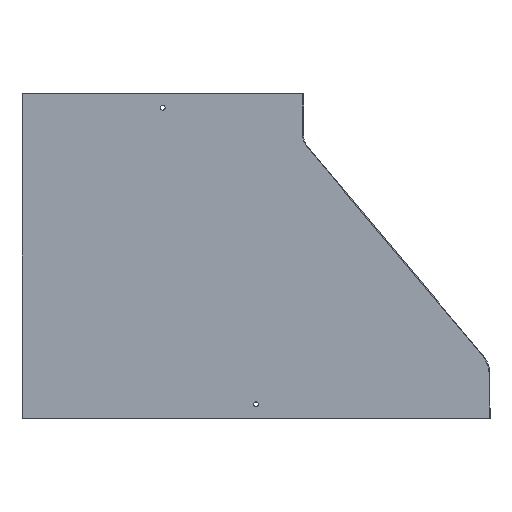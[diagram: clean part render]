
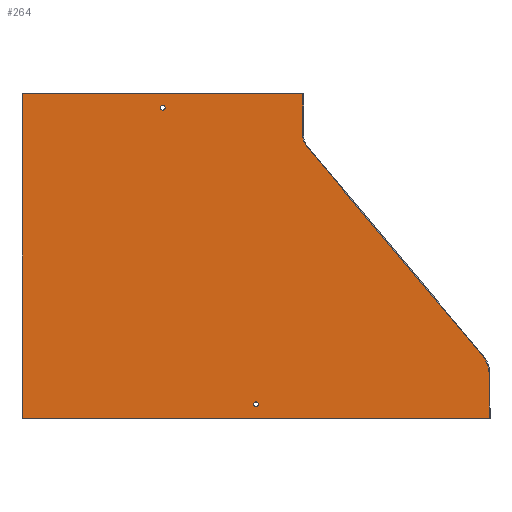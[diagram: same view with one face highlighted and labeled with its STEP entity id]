
A CAD part, front view. The second image highlights one B-rep face of the part: STEP entity #264.
In plain terms, the highlighted planar face has unit normal (0, -1, 0).
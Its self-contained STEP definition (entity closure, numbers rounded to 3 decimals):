
#11 = EDGE_CURVE ( 'NONE', #216, #216, #109, .T. ) ;
#12 = EDGE_CURVE ( 'NONE', #324, #327, #107, .T. ) ;
#13 = EDGE_CURVE ( 'NONE', #324, #326, #105, .T. ) ;
#14 = EDGE_CURVE ( 'NONE', #328, #326, #108, .T. ) ;
#15 = EDGE_CURVE ( 'NONE', #329, #328, #112, .T. ) ;
#16 = EDGE_CURVE ( 'NONE', #341, #329, #113, .T. ) ;
#17 = EDGE_CURVE ( 'NONE', #323, #341, #115, .T. ) ;
#18 = EDGE_CURVE ( 'NONE', #325, #323, #116, .T. ) ;
#19 = EDGE_CURVE ( 'NONE', #325, #327, #118, .T. ) ;
#20 = EDGE_CURVE ( 'NONE', #207, #207, #121, .T. ) ;
#57 = AXIS2_PLACEMENT_3D ( 'NONE', #591, #590, #586 ) ;
#58 = AXIS2_PLACEMENT_3D ( 'NONE', #478, #477, #473 ) ;
#59 = AXIS2_PLACEMENT_3D ( 'NONE', #465, #693, #663 ) ;
#60 = AXIS2_PLACEMENT_3D ( 'NONE', #531, #535, #534 ) ;
#65 = EDGE_LOOP ( 'NONE', ( #87, #88, #439, #441, #444, #445, #443, #442 ) ) ;
#71 = EDGE_LOOP ( 'NONE', ( #86 ) ) ;
#72 = EDGE_LOOP ( 'NONE', ( #438 ) ) ;
#86 = ORIENTED_EDGE ( 'NONE', *, *, #11, .F. ) ;
#87 = ORIENTED_EDGE ( 'NONE', *, *, #12, .F. ) ;
#88 = ORIENTED_EDGE ( 'NONE', *, *, #13, .T. ) ;
#105 = LINE ( 'NONE', #584, #110 ) ;
#107 = LINE ( 'NONE', #461, #111 ) ;
#108 = LINE ( 'NONE', #459, #114 ) ;
#109 = CIRCLE ( 'NONE', #57, 2.5 ) ;
#110 = VECTOR ( 'NONE', #460, 1000. ) ;
#111 = VECTOR ( 'NONE', #585, 1000. ) ;
#112 = CIRCLE ( 'NONE', #58, 31.2 ) ;
#113 = LINE ( 'NONE', #594, #117 ) ;
#114 = VECTOR ( 'NONE', #573, 1000. ) ;
#115 = CIRCLE ( 'NONE', #59, 18.8 ) ;
#116 = LINE ( 'NONE', #466, #120 ) ;
#117 = VECTOR ( 'NONE', #546, 1000. ) ;
#118 = LINE ( 'NONE', #488, #122 ) ;
#120 = VECTOR ( 'NONE', #480, 1000. ) ;
#121 = CIRCLE ( 'NONE', #60, 2.5 ) ;
#122 = VECTOR ( 'NONE', #661, 1000. ) ;
#196 = FACE_BOUND ( 'NONE', #71, .T. ) ;
#201 = FACE_BOUND ( 'NONE', #72, .T. ) ;
#203 = FACE_OUTER_BOUND ( 'NONE', #65, .T. ) ;
#207 = VERTEX_POINT ( 'NONE', #620 ) ;
#216 = VERTEX_POINT ( 'NONE', #674 ) ;
#264 = ADVANCED_FACE ( 'NONE', ( #196, #203, #201 ), #485, .F. ) ;
#287 = AXIS2_PLACEMENT_3D ( 'NONE', #487, #493, #462 ) ;
#323 = VERTEX_POINT ( 'NONE', #653 ) ;
#324 = VERTEX_POINT ( 'NONE', #577 ) ;
#325 = VERTEX_POINT ( 'NONE', #641 ) ;
#326 = VERTEX_POINT ( 'NONE', #655 ) ;
#327 = VERTEX_POINT ( 'NONE', #566 ) ;
#328 = VERTEX_POINT ( 'NONE', #652 ) ;
#329 = VERTEX_POINT ( 'NONE', #640 ) ;
#341 = VERTEX_POINT ( 'NONE', #647 ) ;
#438 = ORIENTED_EDGE ( 'NONE', *, *, #20, .F. ) ;
#439 = ORIENTED_EDGE ( 'NONE', *, *, #14, .F. ) ;
#441 = ORIENTED_EDGE ( 'NONE', *, *, #15, .F. ) ;
#442 = ORIENTED_EDGE ( 'NONE', *, *, #19, .T. ) ;
#443 = ORIENTED_EDGE ( 'NONE', *, *, #18, .F. ) ;
#444 = ORIENTED_EDGE ( 'NONE', *, *, #16, .F. ) ;
#445 = ORIENTED_EDGE ( 'NONE', *, *, #17, .F. ) ;
#459 = CARTESIAN_POINT ( 'NONE',  ( 501.2, 0., -44.797 ) ) ;
#460 = DIRECTION ( 'NONE',  ( 1., 0., 0. ) ) ;
#461 = CARTESIAN_POINT ( 'NONE',  ( 0.8, 0., -44.797 ) ) ;
#462 = DIRECTION ( 'NONE',  ( 0., 0., 1. ) ) ;
#465 = CARTESIAN_POINT ( 'NONE',  ( 320., 0., -44.797 ) ) ;
#466 = CARTESIAN_POINT ( 'NONE',  ( 301.2, 0., -44.797 ) ) ;
#473 = DIRECTION ( 'NONE',  ( 0., 0., 1. ) ) ;
#477 = DIRECTION ( 'NONE',  ( 0., 1., 0. ) ) ;
#478 = CARTESIAN_POINT ( 'NONE',  ( 470., 0., -301.016 ) ) ;
#480 = DIRECTION ( 'NONE',  ( 0., 0., -1. ) ) ;
#485 = PLANE ( 'NONE',  #287 ) ;
#487 = CARTESIAN_POINT ( 'NONE',  ( 320., 0., -44.797 ) ) ;
#488 = CARTESIAN_POINT ( 'NONE',  ( 302., 0., 0. ) ) ;
#493 = DIRECTION ( 'NONE',  ( 0., 1., 0. ) ) ;
#531 = CARTESIAN_POINT ( 'NONE',  ( 251., 0., -333. ) ) ;
#534 = DIRECTION ( 'NONE',  ( 0., 0., 1. ) ) ;
#535 = DIRECTION ( 'NONE',  ( 0., -1., 0. ) ) ;
#546 = DIRECTION ( 'NONE',  ( 0.643, 0., -0.766 ) ) ;
#566 = CARTESIAN_POINT ( 'NONE',  ( 0.8, 0., 0. ) ) ;
#573 = DIRECTION ( 'NONE',  ( 0., 0., -1. ) ) ;
#577 = CARTESIAN_POINT ( 'NONE',  ( 0.8, 0., -348. ) ) ;
#584 = CARTESIAN_POINT ( 'NONE',  ( 502., 0., -348. ) ) ;
#585 = DIRECTION ( 'NONE',  ( 0., 0., 1. ) ) ;
#586 = DIRECTION ( 'NONE',  ( 0., 0., 1. ) ) ;
#590 = DIRECTION ( 'NONE',  ( 0., -1., 0. ) ) ;
#591 = CARTESIAN_POINT ( 'NONE',  ( 151., 0., -15. ) ) ;
#594 = CARTESIAN_POINT ( 'NONE',  ( 305.607, 0., -56.892 ) ) ;
#620 = CARTESIAN_POINT ( 'NONE',  ( 251., 0., -330.5 ) ) ;
#640 = CARTESIAN_POINT ( 'NONE',  ( 493.886, 0., -280.944 ) ) ;
#641 = CARTESIAN_POINT ( 'NONE',  ( 301.2, 0., 0. ) ) ;
#647 = CARTESIAN_POINT ( 'NONE',  ( 305.607, 0., -56.892 ) ) ;
#652 = CARTESIAN_POINT ( 'NONE',  ( 501.2, 0., -301.016 ) ) ;
#653 = CARTESIAN_POINT ( 'NONE',  ( 301.2, 0., -44.797 ) ) ;
#655 = CARTESIAN_POINT ( 'NONE',  ( 501.2, 0., -348. ) ) ;
#661 = DIRECTION ( 'NONE',  ( -1., 0., 0. ) ) ;
#663 = DIRECTION ( 'NONE',  ( 0., 0., 1. ) ) ;
#674 = CARTESIAN_POINT ( 'NONE',  ( 151., 0., -12.5 ) ) ;
#693 = DIRECTION ( 'NONE',  ( 0., -1., 0. ) ) ;
